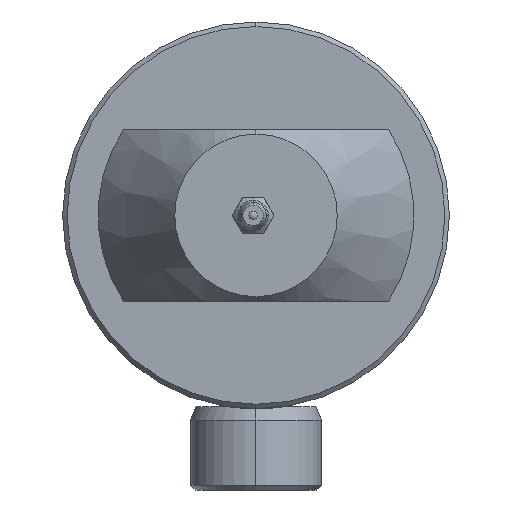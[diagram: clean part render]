
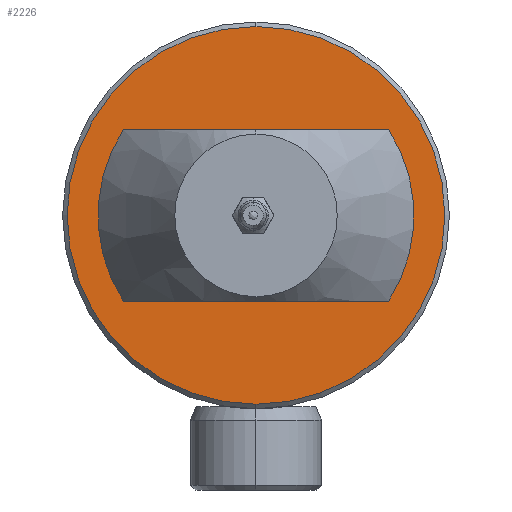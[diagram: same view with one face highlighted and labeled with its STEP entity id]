
A CAD part, left-side view. The second image highlights one B-rep face of the part: STEP entity #2226.
In plain terms, the highlighted planar face has unit normal (-1, 0, 0).
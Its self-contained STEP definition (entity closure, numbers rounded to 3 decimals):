
#44 = CARTESIAN_POINT ( 'NONE',  ( 74., 0., -41.85 ) ) ;
#59 = CARTESIAN_POINT ( 'NONE',  ( 74., 63.605, -19. ) ) ;
#108 = VERTEX_POINT ( 'NONE', #44 ) ;
#142 = DIRECTION ( 'NONE',  ( 0., 1., 0. ) ) ;
#165 = CIRCLE ( 'NONE', #4495, 41.85 ) ;
#206 = EDGE_LOOP ( 'NONE', ( #1284, #4567 ) ) ;
#229 = LINE ( 'NONE', #3320, #725 ) ;
#283 = EDGE_CURVE ( 'NONE', #1133, #1556, #1425, .T. ) ;
#322 = EDGE_CURVE ( 'NONE', #108, #5449, #4685, .T. ) ;
#464 = EDGE_CURVE ( 'NONE', #748, #1556, #4995, .T. ) ;
#538 = PLANE ( 'NONE',  #720 ) ;
#551 = CARTESIAN_POINT ( 'NONE',  ( 74., 29.394, 19. ) ) ;
#720 = AXIS2_PLACEMENT_3D ( 'NONE', #3397, #1080, #3868 ) ;
#725 = VECTOR ( 'NONE', #1921, 1000. ) ;
#748 = VERTEX_POINT ( 'NONE', #551 ) ;
#768 = DIRECTION ( 'NONE',  ( 0., 0., 1. ) ) ;
#833 = DIRECTION ( 'NONE',  ( -1., 0., 0. ) ) ;
#905 = CARTESIAN_POINT ( 'NONE',  ( 74., -29.394, 19. ) ) ;
#1046 = EDGE_CURVE ( 'NONE', #1133, #5535, #3656, .T. ) ;
#1070 = VECTOR ( 'NONE', #142, 1000. ) ;
#1080 = DIRECTION ( 'NONE',  ( 1., 0., 0. ) ) ;
#1133 = VERTEX_POINT ( 'NONE', #4744 ) ;
#1153 = CARTESIAN_POINT ( 'NONE',  ( 74., 0., 0. ) ) ;
#1284 = ORIENTED_EDGE ( 'NONE', *, *, #322, .T. ) ;
#1425 = LINE ( 'NONE', #59, #1070 ) ;
#1527 = DIRECTION ( 'NONE',  ( 0., 0., -1. ) ) ;
#1556 = VERTEX_POINT ( 'NONE', #2343 ) ;
#1921 = DIRECTION ( 'NONE',  ( 0., -1., 0. ) ) ;
#2167 = ORIENTED_EDGE ( 'NONE', *, *, #283, .T. ) ;
#2226 = ADVANCED_FACE ( 'NONE', ( #6011, #3273 ), #538, .F. ) ;
#2240 = ORIENTED_EDGE ( 'NONE', *, *, #464, .F. ) ;
#2343 = CARTESIAN_POINT ( 'NONE',  ( 74., 29.394, -19. ) ) ;
#2484 = DIRECTION ( 'NONE',  ( -1., 0., 0. ) ) ;
#2635 = DIRECTION ( 'NONE',  ( -1., 0., 0. ) ) ;
#2683 = DIRECTION ( 'NONE',  ( 0., 0., -1. ) ) ;
#2806 = CARTESIAN_POINT ( 'NONE',  ( 74., 0., 41.85 ) ) ;
#3144 = CARTESIAN_POINT ( 'NONE',  ( 74., 0., 0. ) ) ;
#3273 = FACE_BOUND ( 'NONE', #5496, .T. ) ;
#3320 = CARTESIAN_POINT ( 'NONE',  ( 74., 63.605, 19. ) ) ;
#3397 = CARTESIAN_POINT ( 'NONE',  ( 74., 35., 0. ) ) ;
#3446 = ORIENTED_EDGE ( 'NONE', *, *, #5489, .T. ) ;
#3656 = CIRCLE ( 'NONE', #3757, 35. ) ;
#3757 = AXIS2_PLACEMENT_3D ( 'NONE', #6021, #833, #4597 ) ;
#3868 = DIRECTION ( 'NONE',  ( 0., 0., -1. ) ) ;
#4495 = AXIS2_PLACEMENT_3D ( 'NONE', #3144, #5068, #2683 ) ;
#4567 = ORIENTED_EDGE ( 'NONE', *, *, #4803, .T. ) ;
#4597 = DIRECTION ( 'NONE',  ( 0., 0., 1. ) ) ;
#4685 = CIRCLE ( 'NONE', #5580, 41.85 ) ;
#4744 = CARTESIAN_POINT ( 'NONE',  ( 74., -29.394, -19. ) ) ;
#4803 = EDGE_CURVE ( 'NONE', #5449, #108, #165, .T. ) ;
#4995 = CIRCLE ( 'NONE', #5770, 35. ) ;
#5068 = DIRECTION ( 'NONE',  ( -1., 0., 0. ) ) ;
#5315 = CARTESIAN_POINT ( 'NONE',  ( 74., 0., 0. ) ) ;
#5327 = ORIENTED_EDGE ( 'NONE', *, *, #1046, .F. ) ;
#5449 = VERTEX_POINT ( 'NONE', #2806 ) ;
#5489 = EDGE_CURVE ( 'NONE', #748, #5535, #229, .T. ) ;
#5496 = EDGE_LOOP ( 'NONE', ( #5327, #2167, #2240, #3446 ) ) ;
#5535 = VERTEX_POINT ( 'NONE', #905 ) ;
#5580 = AXIS2_PLACEMENT_3D ( 'NONE', #5315, #2484, #1527 ) ;
#5770 = AXIS2_PLACEMENT_3D ( 'NONE', #1153, #2635, #768 ) ;
#6011 = FACE_OUTER_BOUND ( 'NONE', #206, .T. ) ;
#6021 = CARTESIAN_POINT ( 'NONE',  ( 74., 0., 0. ) ) ;
